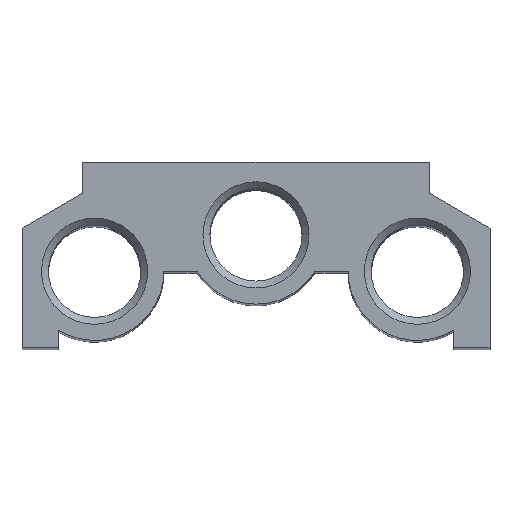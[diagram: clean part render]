
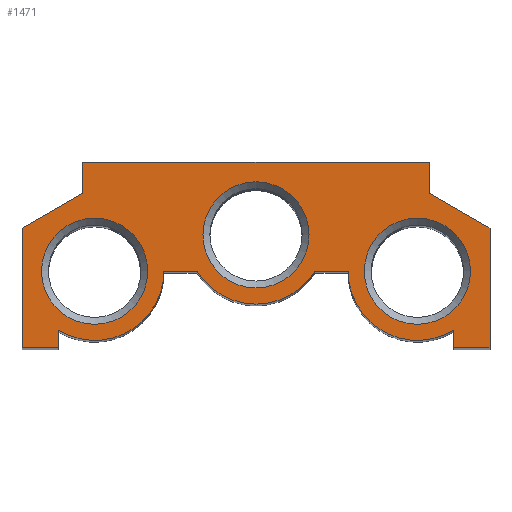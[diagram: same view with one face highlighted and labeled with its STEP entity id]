
A CAD part, top view. The second image highlights one B-rep face of the part: STEP entity #1471.
In plain terms, the highlighted planar face has unit normal (0, 0, 1).
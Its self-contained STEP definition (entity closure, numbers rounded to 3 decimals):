
#74=PLANE('',#1624);
#98=LINE('',#2406,#156);
#102=LINE('',#2414,#160);
#105=LINE('',#2420,#163);
#107=LINE('',#2423,#165);
#110=LINE('',#2430,#168);
#112=LINE('',#2440,#170);
#116=LINE('',#2448,#174);
#119=LINE('',#2454,#177);
#122=LINE('',#2460,#180);
#125=LINE('',#2466,#183);
#128=LINE('',#2472,#186);
#131=LINE('',#2534,#189);
#133=LINE('',#2537,#191);
#156=VECTOR('',#1795,1000.);
#160=VECTOR('',#1801,1000.);
#163=VECTOR('',#1806,1000.);
#165=VECTOR('',#1810,1000.);
#168=VECTOR('',#1817,1000.);
#170=VECTOR('',#1831,1000.);
#174=VECTOR('',#1839,1000.);
#177=VECTOR('',#1844,1000.);
#180=VECTOR('',#1849,1000.);
#183=VECTOR('',#1854,1000.);
#186=VECTOR('',#1859,1000.);
#189=VECTOR('',#1920,1000.);
#191=VECTOR('',#1924,1000.);
#352=ORIENTED_EDGE('',*,*,#668,.T.);
#353=ORIENTED_EDGE('',*,*,#669,.T.);
#354=ORIENTED_EDGE('',*,*,#670,.T.);
#355=ORIENTED_EDGE('',*,*,#598,.T.);
#356=ORIENTED_EDGE('',*,*,#602,.T.);
#357=ORIENTED_EDGE('',*,*,#605,.T.);
#358=ORIENTED_EDGE('',*,*,#607,.T.);
#359=ORIENTED_EDGE('',*,*,#584,.T.);
#360=ORIENTED_EDGE('',*,*,#611,.T.);
#361=ORIENTED_EDGE('',*,*,#615,.T.);
#362=ORIENTED_EDGE('',*,*,#617,.T.);
#363=ORIENTED_EDGE('',*,*,#594,.T.);
#364=ORIENTED_EDGE('',*,*,#622,.T.);
#365=ORIENTED_EDGE('',*,*,#625,.T.);
#366=ORIENTED_EDGE('',*,*,#628,.T.);
#367=ORIENTED_EDGE('',*,*,#631,.T.);
#368=ORIENTED_EDGE('',*,*,#634,.T.);
#369=ORIENTED_EDGE('',*,*,#665,.T.);
#370=ORIENTED_EDGE('',*,*,#667,.T.);
#584=EDGE_CURVE('',#756,#755,#896,.T.);
#594=EDGE_CURVE('',#766,#765,#899,.T.);
#598=EDGE_CURVE('',#770,#769,#98,.T.);
#602=EDGE_CURVE('',#769,#772,#102,.T.);
#605=EDGE_CURVE('',#772,#774,#105,.T.);
#607=EDGE_CURVE('',#774,#756,#107,.T.);
#611=EDGE_CURVE('',#755,#776,#110,.T.);
#615=EDGE_CURVE('',#776,#778,#903,.T.);
#617=EDGE_CURVE('',#778,#766,#112,.T.);
#622=EDGE_CURVE('',#765,#780,#116,.T.);
#625=EDGE_CURVE('',#780,#782,#119,.T.);
#628=EDGE_CURVE('',#782,#784,#122,.T.);
#631=EDGE_CURVE('',#784,#786,#125,.T.);
#634=EDGE_CURVE('',#786,#788,#128,.T.);
#665=EDGE_CURVE('',#788,#818,#131,.T.);
#667=EDGE_CURVE('',#818,#770,#133,.T.);
#668=EDGE_CURVE('',#819,#819,#934,.T.);
#669=EDGE_CURVE('',#820,#820,#935,.T.);
#670=EDGE_CURVE('',#821,#821,#936,.T.);
#755=VERTEX_POINT('',#2351);
#756=VERTEX_POINT('',#2353);
#765=VERTEX_POINT('',#2396);
#766=VERTEX_POINT('',#2398);
#769=VERTEX_POINT('',#2405);
#770=VERTEX_POINT('',#2407);
#772=VERTEX_POINT('',#2413);
#774=VERTEX_POINT('',#2419);
#776=VERTEX_POINT('',#2429);
#778=VERTEX_POINT('',#2436);
#780=VERTEX_POINT('',#2447);
#782=VERTEX_POINT('',#2453);
#784=VERTEX_POINT('',#2459);
#786=VERTEX_POINT('',#2465);
#788=VERTEX_POINT('',#2471);
#818=VERTEX_POINT('',#2533);
#819=VERTEX_POINT('',#2540);
#820=VERTEX_POINT('',#2542);
#821=VERTEX_POINT('',#2544);
#896=CIRCLE('',#1571,8.579);
#899=CIRCLE('',#1575,8.579);
#903=CIRCLE('',#1585,8.579);
#934=CIRCLE('',#1625,6.579);
#935=CIRCLE('',#1626,6.579);
#936=CIRCLE('',#1627,6.579);
#1043=EDGE_LOOP('',(#352));
#1044=EDGE_LOOP('',(#353));
#1045=EDGE_LOOP('',(#354));
#1046=EDGE_LOOP('',(#355,#356,#357,#358,#359,#360,#361,#362,#363,#364,#365,
#366,#367,#368,#369,#370));
#1251=FACE_BOUND('',#1043,.T.);
#1252=FACE_BOUND('',#1044,.T.);
#1253=FACE_BOUND('',#1045,.T.);
#1254=FACE_BOUND('',#1046,.T.);
#1471=ADVANCED_FACE('',(#1251,#1252,#1253,#1254),#74,.T.);
#1571=AXIS2_PLACEMENT_3D('',#2352,#1775,#1776);
#1575=AXIS2_PLACEMENT_3D('',#2397,#1788,#1789);
#1585=AXIS2_PLACEMENT_3D('',#2437,#1825,#1826);
#1624=AXIS2_PLACEMENT_3D('',#2538,#1925,#1926);
#1625=AXIS2_PLACEMENT_3D('',#2539,#1927,#1928);
#1626=AXIS2_PLACEMENT_3D('',#2541,#1929,#1930);
#1627=AXIS2_PLACEMENT_3D('',#2543,#1931,#1932);
#1775=DIRECTION('',(0.,0.,1.));
#1776=DIRECTION('',(1.,0.,0.));
#1788=DIRECTION('',(0.,0.,1.));
#1789=DIRECTION('',(1.,0.,0.));
#1795=DIRECTION('',(-0.866,-0.5,0.));
#1801=DIRECTION('',(0.,-1.,0.));
#1806=DIRECTION('',(1.,0.,0.));
#1810=DIRECTION('',(0.,1.,0.));
#1817=DIRECTION('',(1.,0.,0.));
#1825=DIRECTION('',(0.,0.,1.));
#1826=DIRECTION('',(1.,0.,0.));
#1831=DIRECTION('',(1.,0.,0.));
#1839=DIRECTION('',(0.,-1.,0.));
#1844=DIRECTION('',(1.,0.,0.));
#1849=DIRECTION('',(0.,1.,0.));
#1854=DIRECTION('',(-0.866,0.5,0.));
#1859=DIRECTION('',(0.,1.,0.));
#1920=DIRECTION('',(-1.,0.,0.));
#1924=DIRECTION('',(0.,-1.,0.));
#1925=DIRECTION('',(0.,0.,1.));
#1926=DIRECTION('',(1.,0.,0.));
#1927=DIRECTION('',(0.,0.,-1.));
#1928=DIRECTION('',(-1.,0.,0.));
#1929=DIRECTION('',(0.,0.,-1.));
#1930=DIRECTION('',(-1.,0.,0.));
#1931=DIRECTION('',(0.,0.,-1.));
#1932=DIRECTION('',(-1.,0.,0.));
#2351=CARTESIAN_POINT('',(-11.422,9.5,133.));
#2352=CARTESIAN_POINT('',(-20.,9.5,133.));
#2353=CARTESIAN_POINT('',(-24.5,2.197,133.));
#2396=CARTESIAN_POINT('',(24.5,2.197,133.));
#2397=CARTESIAN_POINT('',(20.,9.5,133.));
#2398=CARTESIAN_POINT('',(11.422,9.5,133.));
#2405=CARTESIAN_POINT('',(-29.,14.837,133.));
#2406=CARTESIAN_POINT('',(-21.5,19.167,133.));
#2407=CARTESIAN_POINT('',(-21.5,19.167,133.));
#2413=CARTESIAN_POINT('',(-29.,0.,133.));
#2414=CARTESIAN_POINT('',(-29.,14.837,133.));
#2419=CARTESIAN_POINT('',(-24.5,0.,133.));
#2420=CARTESIAN_POINT('',(-29.,0.,133.));
#2423=CARTESIAN_POINT('',(-24.5,0.,133.));
#2429=CARTESIAN_POINT('',(-7.303,9.5,133.));
#2430=CARTESIAN_POINT('',(-11.422,9.5,133.));
#2436=CARTESIAN_POINT('',(7.303,9.5,133.));
#2437=CARTESIAN_POINT('',(0.,14.,133.));
#2440=CARTESIAN_POINT('',(7.303,9.5,133.));
#2447=CARTESIAN_POINT('',(24.5,0.,133.));
#2448=CARTESIAN_POINT('',(24.5,2.197,133.));
#2453=CARTESIAN_POINT('',(29.,0.,133.));
#2454=CARTESIAN_POINT('',(24.5,0.,133.));
#2459=CARTESIAN_POINT('',(29.,14.837,133.));
#2460=CARTESIAN_POINT('',(29.,0.,133.));
#2465=CARTESIAN_POINT('',(21.5,19.167,133.));
#2466=CARTESIAN_POINT('',(29.,14.837,133.));
#2471=CARTESIAN_POINT('',(21.5,23.,133.));
#2472=CARTESIAN_POINT('',(21.5,19.167,133.));
#2533=CARTESIAN_POINT('',(-21.5,23.,133.));
#2534=CARTESIAN_POINT('',(21.5,23.,133.));
#2537=CARTESIAN_POINT('',(-21.5,23.,133.));
#2538=CARTESIAN_POINT('',(-20.,9.5,133.));
#2539=CARTESIAN_POINT('',(0.,14.,133.));
#2540=CARTESIAN_POINT('',(-6.579,14.,133.));
#2541=CARTESIAN_POINT('',(-20.,9.5,133.));
#2542=CARTESIAN_POINT('',(-26.579,9.5,133.));
#2543=CARTESIAN_POINT('',(20.,9.5,133.));
#2544=CARTESIAN_POINT('',(13.422,9.5,133.));
